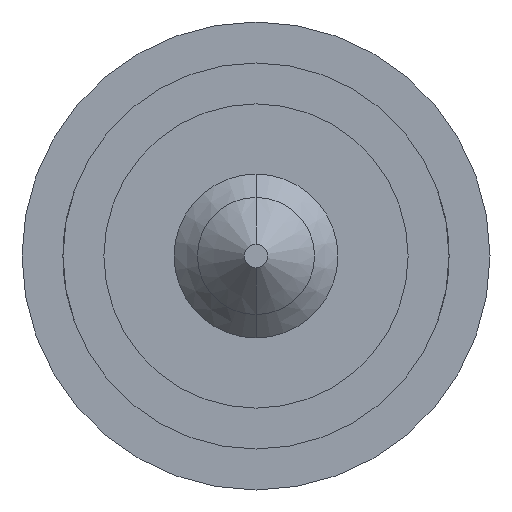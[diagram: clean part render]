
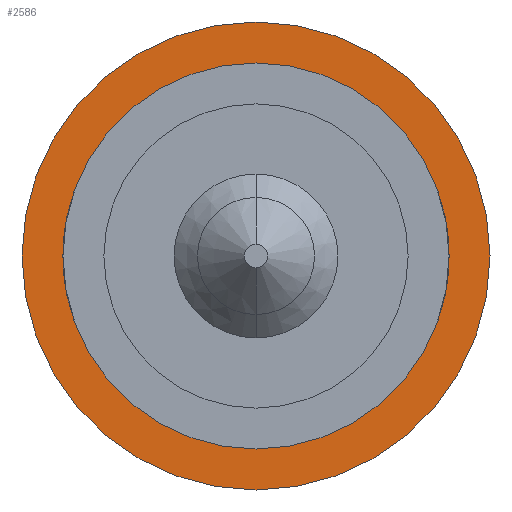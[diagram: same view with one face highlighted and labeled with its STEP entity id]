
A CAD part, front view. The second image highlights one B-rep face of the part: STEP entity #2586.
In plain terms, the highlighted planar face has unit normal (0, -1, 0).
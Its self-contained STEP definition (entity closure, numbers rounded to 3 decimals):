
#185 = CARTESIAN_POINT ( 'NONE',  ( 0., 28., 0. ) ) ;
#308 = DIRECTION ( 'NONE',  ( 0., 1., 0. ) ) ;
#321 = CARTESIAN_POINT ( 'NONE',  ( 0., 28., 0. ) ) ;
#410 = CARTESIAN_POINT ( 'NONE',  ( 0., 28., 1. ) ) ;
#452 = CIRCLE ( 'NONE', #2410, 1. ) ;
#555 = EDGE_LOOP ( 'NONE', ( #1131, #1891 ) ) ;
#578 = ORIENTED_EDGE ( 'NONE', *, *, #779, .T. ) ;
#601 = CIRCLE ( 'NONE', #3135, 0.825 ) ;
#679 = CARTESIAN_POINT ( 'NONE',  ( 0., 28., 0. ) ) ;
#778 = DIRECTION ( 'NONE',  ( 0., 1., 0. ) ) ;
#779 = EDGE_CURVE ( 'Defeature ausgef�hrt5_6+Defeature ausgef�hrt5_0+Defeature ausgef�hrt5_0+Defeature ausgef�hrt5_0', #3306, #1463, #2113, .T. ) ;
#989 = DIRECTION ( 'NONE',  ( 0., 0., 1. ) ) ;
#1131 = ORIENTED_EDGE ( 'NONE', *, *, #3060, .F. ) ;
#1176 = VERTEX_POINT ( 'NONE', #410 ) ;
#1183 = DIRECTION ( 'NONE',  ( 0., 1., 0. ) ) ;
#1445 = DIRECTION ( 'NONE',  ( 0., 0., 1. ) ) ;
#1463 = VERTEX_POINT ( 'NONE', #3515 ) ;
#1668 = FACE_BOUND ( 'NONE', #2731, .T. ) ;
#1804 = DIRECTION ( 'NONE',  ( 0., 0., 1. ) ) ;
#1833 = ORIENTED_EDGE ( 'NONE', *, *, #2890, .T. ) ;
#1891 = ORIENTED_EDGE ( 'NONE', *, *, #2703, .F. ) ;
#1899 = DIRECTION ( 'NONE',  ( 0., 1., 0. ) ) ;
#2040 = PLANE ( 'NONE',  #2134 ) ;
#2074 = CARTESIAN_POINT ( 'NONE',  ( 0., 28., -1. ) ) ;
#2113 = CIRCLE ( 'NONE', #2330, 0.825 ) ;
#2134 = AXIS2_PLACEMENT_3D ( 'NONE', #3231, #1183, #1445 ) ;
#2179 = FACE_OUTER_BOUND ( 'NONE', #555, .T. ) ;
#2197 = DIRECTION ( 'NONE',  ( 0., 1., 0. ) ) ;
#2330 = AXIS2_PLACEMENT_3D ( 'NONE', #3116, #2197, #3379 ) ;
#2410 = AXIS2_PLACEMENT_3D ( 'NONE', #679, #1899, #989 ) ;
#2586 = ADVANCED_FACE ( 'Defeature ausgef�hrt5_6', ( #2179, #1668 ), #2040, .F. ) ;
#2601 = VERTEX_POINT ( 'NONE', #2074 ) ;
#2703 = EDGE_CURVE ( 'Defeature ausgef�hrt5_7+Defeature ausgef�hrt5_6+Defeature ausgef�hrt5_6+Defeature ausgef�hrt5_6', #2601, #1176, #2940, .T. ) ;
#2731 = EDGE_LOOP ( 'NONE', ( #1833, #578 ) ) ;
#2890 = EDGE_CURVE ( 'Defeature ausgef�hrt5_6+Defeature ausgef�hrt5_0+Defeature ausgef�hrt5_0+Defeature ausgef�hrt5_0', #1463, #3306, #601, .T. ) ;
#2940 = CIRCLE ( 'NONE', #3639, 1. ) ;
#3060 = EDGE_CURVE ( 'Defeature ausgef�hrt5_7+Defeature ausgef�hrt5_6+Defeature ausgef�hrt5_6+Defeature ausgef�hrt5_6', #1176, #2601, #452, .T. ) ;
#3116 = CARTESIAN_POINT ( 'NONE',  ( 0., 28., 0. ) ) ;
#3135 = AXIS2_PLACEMENT_3D ( 'NONE', #185, #778, #3840 ) ;
#3215 = CARTESIAN_POINT ( 'NONE',  ( 0., 28., 0.825 ) ) ;
#3231 = CARTESIAN_POINT ( 'NONE',  ( 0.825, 28., 0. ) ) ;
#3306 = VERTEX_POINT ( 'NONE', #3215 ) ;
#3379 = DIRECTION ( 'NONE',  ( 0., 0., 1. ) ) ;
#3515 = CARTESIAN_POINT ( 'NONE',  ( 0., 28., -0.825 ) ) ;
#3639 = AXIS2_PLACEMENT_3D ( 'NONE', #321, #308, #1804 ) ;
#3840 = DIRECTION ( 'NONE',  ( 0., 0., 1. ) ) ;
